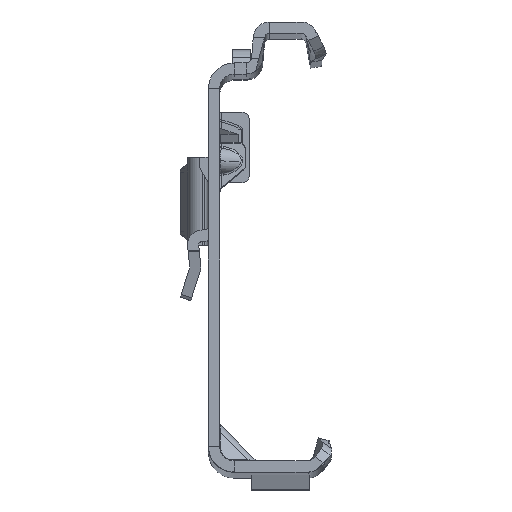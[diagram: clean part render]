
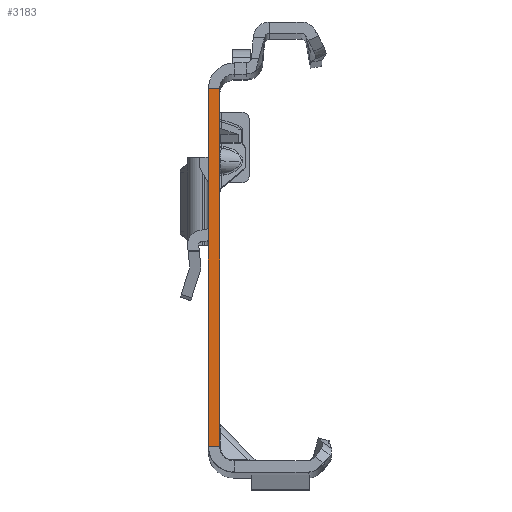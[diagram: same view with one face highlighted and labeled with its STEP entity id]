
A CAD part, top view. The second image highlights one B-rep face of the part: STEP entity #3183.
In plain terms, the highlighted planar face has unit normal (0, 0, 1).
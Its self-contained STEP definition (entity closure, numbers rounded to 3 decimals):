
#475 = LINE ( 'NONE', #14260, #29192 ) ;
#1961 = DIRECTION ( 'NONE',  ( -1., 0., 0. ) ) ;
#2874 = CARTESIAN_POINT ( 'NONE',  ( 0., 22.135, 0. ) ) ;
#3183 = ADVANCED_FACE ( 'NONE', ( #19630 ), #16497, .T. ) ;
#5413 = EDGE_LOOP ( 'NONE', ( #9028, #14886, #22121, #20771 ) ) ;
#5697 = VECTOR ( 'NONE', #28143, 1000. ) ;
#5899 = EDGE_CURVE ( 'NONE', #19779, #37920, #25890, .T. ) ;
#9028 = ORIENTED_EDGE ( 'NONE', *, *, #41100, .F. ) ;
#9180 = AXIS2_PLACEMENT_3D ( 'NONE', #13087, #26436, #9943 ) ;
#9943 = DIRECTION ( 'NONE',  ( 1., 0., 0. ) ) ;
#10971 = CARTESIAN_POINT ( 'NONE',  ( -1.5, 22.135, 0. ) ) ;
#13087 = CARTESIAN_POINT ( 'NONE',  ( -1.5, -27.865, 0. ) ) ;
#14072 = LINE ( 'NONE', #37525, #35380 ) ;
#14152 = LINE ( 'NONE', #38494, #5697 ) ;
#14260 = CARTESIAN_POINT ( 'NONE',  ( 0., -27.865, 0. ) ) ;
#14886 = ORIENTED_EDGE ( 'NONE', *, *, #5899, .T. ) ;
#16497 = PLANE ( 'NONE',  #9180 ) ;
#17000 = DIRECTION ( 'NONE',  ( -1., 0., 0. ) ) ;
#17171 = VERTEX_POINT ( 'NONE', #24743 ) ;
#17222 = EDGE_CURVE ( 'NONE', #37920, #17171, #14152, .T. ) ;
#19630 = FACE_OUTER_BOUND ( 'NONE', #5413, .T. ) ;
#19779 = VERTEX_POINT ( 'NONE', #2874 ) ;
#20771 = ORIENTED_EDGE ( 'NONE', *, *, #26962, .F. ) ;
#22121 = ORIENTED_EDGE ( 'NONE', *, *, #17222, .T. ) ;
#24743 = CARTESIAN_POINT ( 'NONE',  ( -1.5, -25.865, 0. ) ) ;
#25434 = VECTOR ( 'NONE', #1961, 1000. ) ;
#25890 = LINE ( 'NONE', #29954, #25434 ) ;
#26436 = DIRECTION ( 'NONE',  ( 0., 0., 1. ) ) ;
#26468 = VERTEX_POINT ( 'NONE', #41152 ) ;
#26962 = EDGE_CURVE ( 'NONE', #26468, #17171, #14072, .T. ) ;
#28143 = DIRECTION ( 'NONE',  ( 0., -1., 0. ) ) ;
#29192 = VECTOR ( 'NONE', #44259, 1000. ) ;
#29954 = CARTESIAN_POINT ( 'NONE',  ( 0., 22.135, 0. ) ) ;
#35380 = VECTOR ( 'NONE', #17000, 1000. ) ;
#37525 = CARTESIAN_POINT ( 'NONE',  ( 0., -25.865, 0. ) ) ;
#37920 = VERTEX_POINT ( 'NONE', #10971 ) ;
#38494 = CARTESIAN_POINT ( 'NONE',  ( -1.5, -27.865, 0. ) ) ;
#41100 = EDGE_CURVE ( 'NONE', #19779, #26468, #475, .T. ) ;
#41152 = CARTESIAN_POINT ( 'NONE',  ( 0., -25.865, 0. ) ) ;
#44259 = DIRECTION ( 'NONE',  ( 0., -1., 0. ) ) ;
